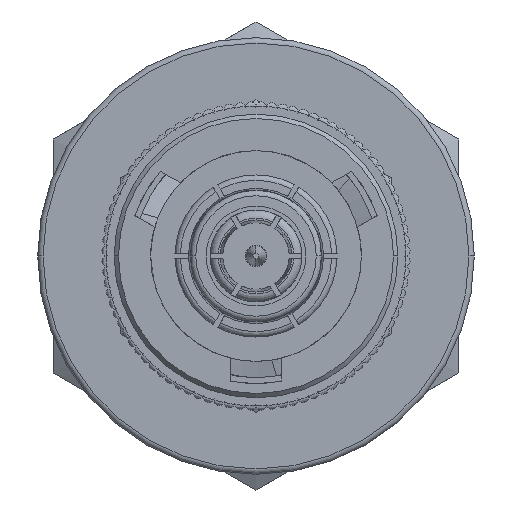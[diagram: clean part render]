
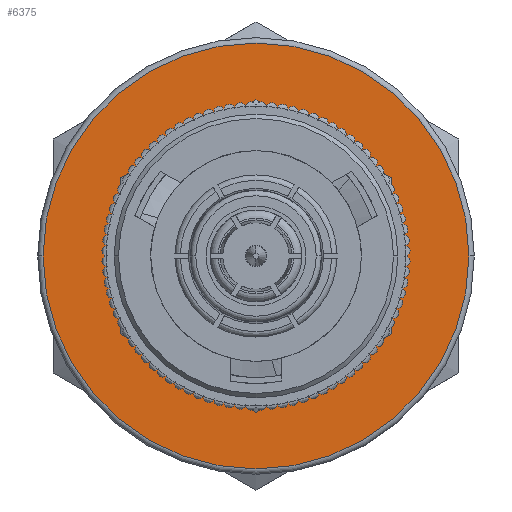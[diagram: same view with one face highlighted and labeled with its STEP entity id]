
A CAD part, left-side view. The second image highlights one B-rep face of the part: STEP entity #6375.
In plain terms, the highlighted planar face has unit normal (-1, 0, 0).
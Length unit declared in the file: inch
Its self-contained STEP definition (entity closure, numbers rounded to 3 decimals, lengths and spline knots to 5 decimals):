
#265 = CIRCLE ( 'NONE', #27945, 0.275 ) ;
#872 = ORIENTED_EDGE ( 'NONE', *, *, #3789, .T. ) ;
#1053 = VERTEX_POINT ( 'NONE', #5386 ) ;
#2175 = PLANE ( 'NONE',  #43054 ) ;
#2411 = FACE_BOUND ( 'NONE', #31492, .T. ) ;
#2701 = VERTEX_POINT ( 'NONE', #6236 ) ;
#3789 = EDGE_CURVE ( 'NONE', #2701, #37831, #45623, .T. ) ;
#4770 = EDGE_CURVE ( 'NONE', #1053, #16760, #31043, .T. ) ;
#5386 = CARTESIAN_POINT ( 'NONE',  ( -0.85374, 0., -0.394 ) ) ;
#6236 = CARTESIAN_POINT ( 'NONE',  ( -0.85374, 0., 0.275 ) ) ;
#6375 = ADVANCED_FACE ( 'NONE', ( #28429, #2411 ), #2175, .F. ) ;
#8266 = AXIS2_PLACEMENT_3D ( 'NONE', #41729, #15410, #15162 ) ;
#9767 = ORIENTED_EDGE ( 'NONE', *, *, #4770, .F. ) ;
#14610 = EDGE_CURVE ( 'NONE', #16760, #1053, #29634, .T. ) ;
#14626 = ORIENTED_EDGE ( 'NONE', *, *, #14610, .F. ) ;
#14835 = CARTESIAN_POINT ( 'NONE',  ( -0.85374, 0., 0.394 ) ) ;
#15162 = DIRECTION ( 'NONE',  ( 0., 0., -1. ) ) ;
#15410 = DIRECTION ( 'NONE',  ( 1., 0., 0. ) ) ;
#16760 = VERTEX_POINT ( 'NONE', #14835 ) ;
#17155 = CARTESIAN_POINT ( 'NONE',  ( -0.85374, 0., 0. ) ) ;
#17181 = ORIENTED_EDGE ( 'NONE', *, *, #32826, .T. ) ;
#20739 = DIRECTION ( 'NONE',  ( 1., 0., 0. ) ) ;
#20923 = CARTESIAN_POINT ( 'NONE',  ( -0.85374, 0., 0. ) ) ;
#21352 = DIRECTION ( 'NONE',  ( 0., 0., -1. ) ) ;
#22309 = AXIS2_PLACEMENT_3D ( 'NONE', #20923, #31631, #24162 ) ;
#24162 = DIRECTION ( 'NONE',  ( 0., 0., -1. ) ) ;
#24577 = DIRECTION ( 'NONE',  ( 1., 0., 0. ) ) ;
#24950 = DIRECTION ( 'NONE',  ( 0., 0., -1. ) ) ;
#27945 = AXIS2_PLACEMENT_3D ( 'NONE', #17155, #24577, #21352 ) ;
#28429 = FACE_OUTER_BOUND ( 'NONE', #31455, .T. ) ;
#29634 = CIRCLE ( 'NONE', #8266, 0.394 ) ;
#31043 = CIRCLE ( 'NONE', #22309, 0.394 ) ;
#31455 = EDGE_LOOP ( 'NONE', ( #9767, #14626 ) ) ;
#31492 = EDGE_LOOP ( 'NONE', ( #17181, #872 ) ) ;
#31631 = DIRECTION ( 'NONE',  ( 1., 0., 0. ) ) ;
#32382 = CARTESIAN_POINT ( 'NONE',  ( -0.85374, 0., -0.275 ) ) ;
#32826 = EDGE_CURVE ( 'NONE', #37831, #2701, #265, .T. ) ;
#36617 = CARTESIAN_POINT ( 'NONE',  ( -0.85374, 0.394, 0. ) ) ;
#37160 = CARTESIAN_POINT ( 'NONE',  ( -0.85374, 0., 0. ) ) ;
#37831 = VERTEX_POINT ( 'NONE', #32382 ) ;
#41729 = CARTESIAN_POINT ( 'NONE',  ( -0.85374, 0., 0. ) ) ;
#43054 = AXIS2_PLACEMENT_3D ( 'NONE', #36617, #20739, #24950 ) ;
#44025 = AXIS2_PLACEMENT_3D ( 'NONE', #37160, #49092, #44875 ) ;
#44875 = DIRECTION ( 'NONE',  ( 0., 0., -1. ) ) ;
#45623 = CIRCLE ( 'NONE', #44025, 0.275 ) ;
#49092 = DIRECTION ( 'NONE',  ( 1., 0., 0. ) ) ;
